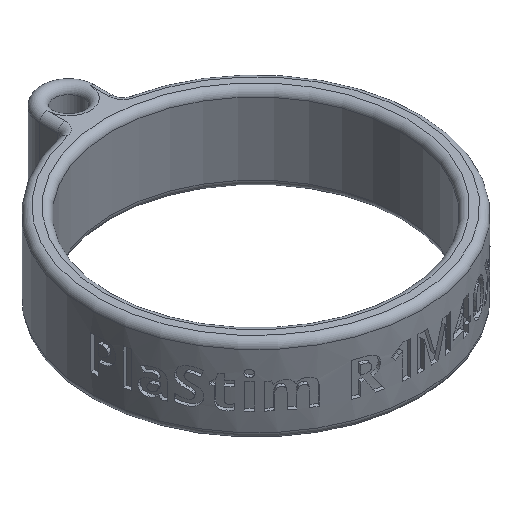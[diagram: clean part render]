
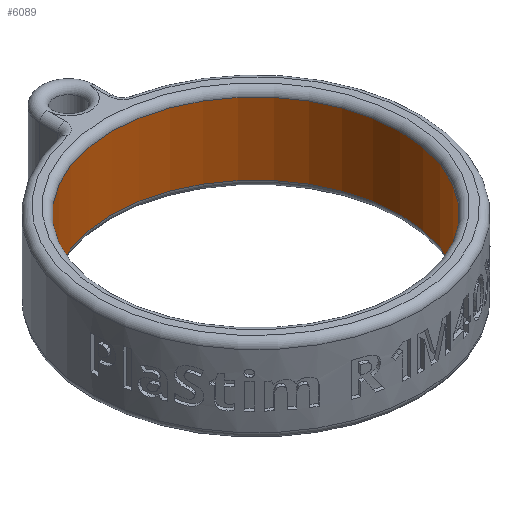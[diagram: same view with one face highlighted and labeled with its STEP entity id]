
A CAD part, isometric view. The second image highlights one B-rep face of the part: STEP entity #6089.
In plain terms, the highlighted cylindrical face has radius 20 mm (diameter 40 mm), a full revolution.
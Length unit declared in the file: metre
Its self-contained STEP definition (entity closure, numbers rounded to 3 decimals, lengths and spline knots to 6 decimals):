
#724=CIRCLE('',#6475,0.02);
#728=CIRCLE('',#6480,0.02);
#884=ORIENTED_EDGE('',*,*,#2800,.T.);
#885=ORIENTED_EDGE('',*,*,#2808,.F.);
#2800=EDGE_CURVE('',#3764,#3764,#724,.T.);
#2808=EDGE_CURVE('',#3770,#3770,#728,.T.);
#3764=VERTEX_POINT('',#8157);
#3770=VERTEX_POINT('',#8172);
#5221=EDGE_LOOP('',(#884));
#5222=EDGE_LOOP('',(#885));
#5625=FACE_BOUND('',#5221,.T.);
#5626=FACE_BOUND('',#5222,.T.);
#6023=CYLINDRICAL_SURFACE('',#6482,0.02);
#6089=ADVANCED_FACE('',(#5625,#5626),#6023,.F.);
#6475=AXIS2_PLACEMENT_3D('',#8156,#6905,#6906);
#6480=AXIS2_PLACEMENT_3D('',#8171,#6919,#6920);
#6482=AXIS2_PLACEMENT_3D('',#8175,#6923,#6924);
#6905=DIRECTION('',(0.,0.,1.));
#6906=DIRECTION('',(1.,0.,0.));
#6919=DIRECTION('',(0.,0.,1.));
#6920=DIRECTION('',(1.,0.,0.));
#6923=DIRECTION('',(0.,0.,-1.));
#6924=DIRECTION('',(-1.,0.,0.));
#8156=CARTESIAN_POINT('',(0.,0.,0.005));
#8157=CARTESIAN_POINT('',(0.02,0.,0.005));
#8171=CARTESIAN_POINT('',(0.,0.,-0.005));
#8172=CARTESIAN_POINT('',(0.02,0.,-0.005));
#8175=CARTESIAN_POINT('',(0.,0.,0.005));
